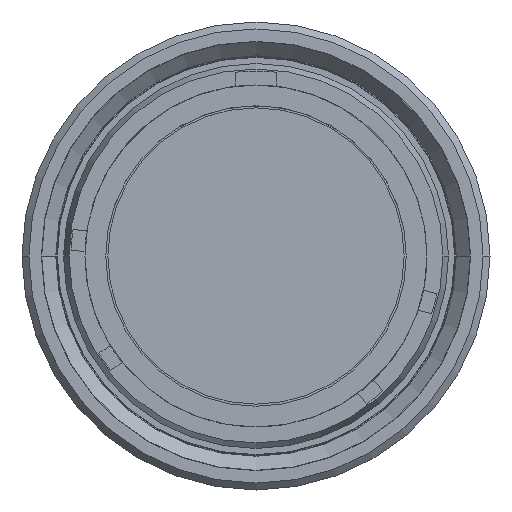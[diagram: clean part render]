
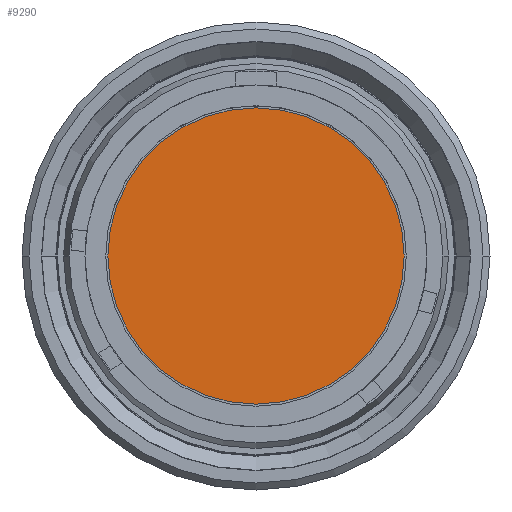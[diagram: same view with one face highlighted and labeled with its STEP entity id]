
A CAD part, left-side view. The second image highlights one B-rep face of the part: STEP entity #9290.
In plain terms, the highlighted planar face has unit normal (-1, 0, 0).
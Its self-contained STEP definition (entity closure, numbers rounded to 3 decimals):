
#8960=CARTESIAN_POINT('',(-43.9,-10.7,0.));
#8970=VERTEX_POINT('',#8960);
#9000=CARTESIAN_POINT('',(-43.9,0.,0.));
#9010=DIRECTION('',(-1.,0.,0.));
#9020=DIRECTION('',(0.,1.,0.));
#9030=AXIS2_PLACEMENT_3D('',#9000,#9010,#9020);
#9040=CIRCLE('',#9030,10.7);
#9050=CARTESIAN_POINT('',(-43.9,10.7,0.));
#9060=VERTEX_POINT('',#9050);
#9070=EDGE_CURVE('',#8970,#9060,#9040,.T.);
#9190=CARTESIAN_POINT('',(-43.9,5.35,0.));
#9200=DIRECTION('',(1.,0.,0.));
#9210=DIRECTION('',(0.,-1.,0.));
#9220=AXIS2_PLACEMENT_3D('',#9190,#9200,#9210);
#9230=PLANE('',#9220);
#9240=EDGE_CURVE('',#9060,#8970,#9040,.T.);
#9250=ORIENTED_EDGE('',*,*,#9240,.T.);
#9260=ORIENTED_EDGE('',*,*,#9070,.T.);
#9270=EDGE_LOOP('',(#9260,#9250));
#9280=FACE_OUTER_BOUND('',#9270,.T.);
#9290=ADVANCED_FACE('',(#9280),#9230,.F.);
